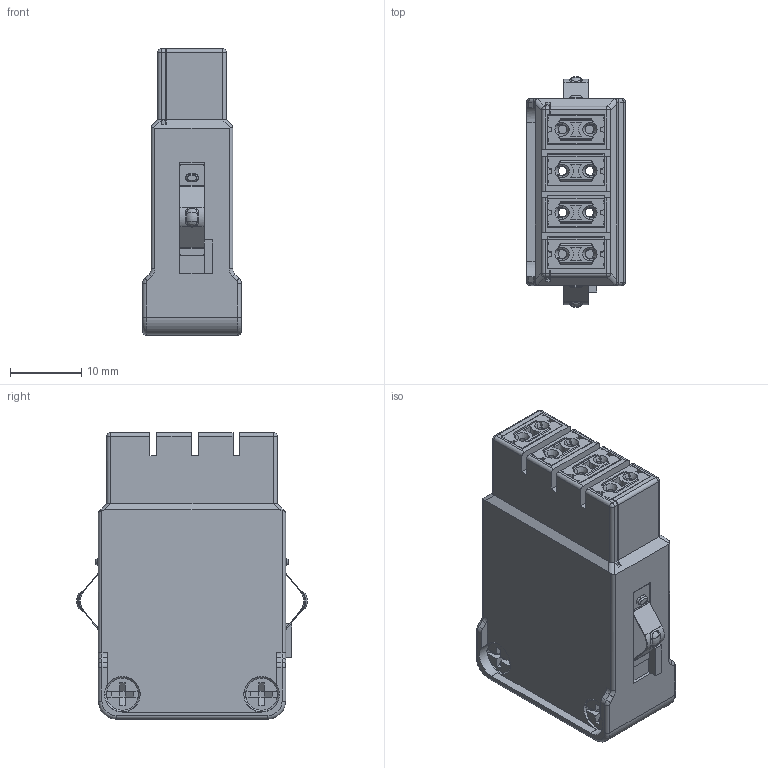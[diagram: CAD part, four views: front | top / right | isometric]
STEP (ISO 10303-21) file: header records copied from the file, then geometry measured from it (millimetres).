
FILE_DESCRIPTION((''),'2;1');
FILE_NAME('S_HMGB-008-FC1','2018-08-02T09:21:52',('sx.huang'),(''),'CREO PARAMETRIC BY PTC INC, 2016510','CREO PARAMETRIC BY PTC INC, 2016510','');
FILE_SCHEMA(());
Products named in the file (1): S_HMGB-008-FC1
Bounding box: 13.9 x 32.47 x 40.3 mm (x, y, z)
Volume: 7742.6 mm3; surface area: 15747.7 mm2
Topology: 4 solids, 8 shells, 1851 faces, 5244 edges, 3347 vertices
Faces by surface type: plane 1102, cylinder 540, cone 84, torus 65, bspline 41, sphere 17, extrusion 2
Entity records: 65195 total; most frequent: CARTESIAN_POINT 17385, ORIENTED_EDGE 10436, DIRECTION 9524, EDGE_CURVE 5228, VECTOR 3520, LINE 3518, VERTEX_POINT 3347, AXIS2_PLACEMENT_3D 3002
